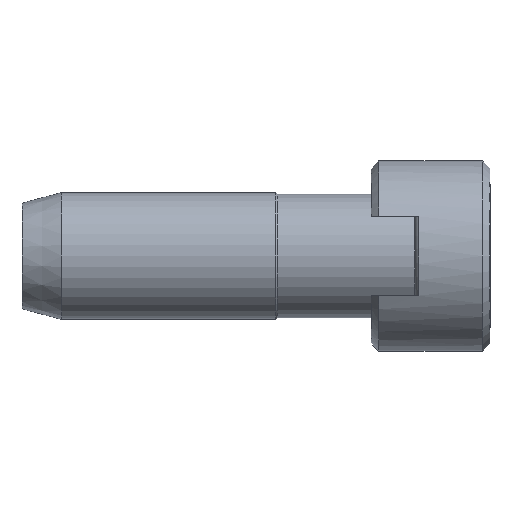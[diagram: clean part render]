
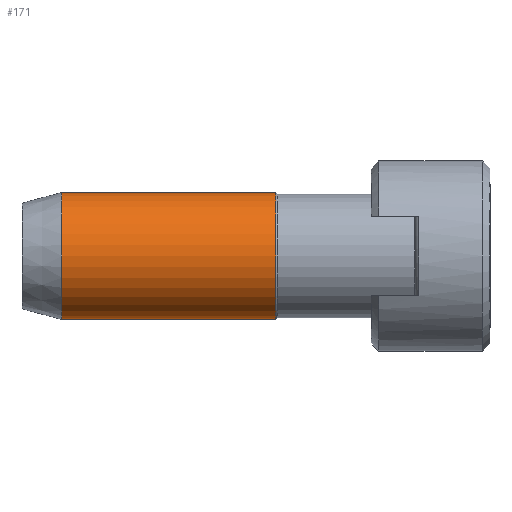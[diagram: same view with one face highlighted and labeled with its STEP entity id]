
A CAD part, front view. The second image highlights one B-rep face of the part: STEP entity #171.
In plain terms, the highlighted cylindrical face has radius 4 mm (diameter 8 mm), a full revolution.
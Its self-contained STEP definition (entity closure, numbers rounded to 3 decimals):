
#171 = ADVANCED_FACE( '', ( #313, #314 ), #315, .T. );
#313 = FACE_OUTER_BOUND( '', #451, .T. );
#314 = FACE_OUTER_BOUND( '', #452, .T. );
#315 = CYLINDRICAL_SURFACE( '', #453, 4. );
#451 = EDGE_LOOP( '', ( #637 ) );
#452 = EDGE_LOOP( '', ( #638 ) );
#453 = AXIS2_PLACEMENT_3D( '', #639, #640, #641 );
#637 = ORIENTED_EDGE( '', *, *, #838, .T. );
#638 = ORIENTED_EDGE( '', *, *, #810, .F. );
#639 = CARTESIAN_POINT( '', ( -60., 0., 0. ) );
#640 = DIRECTION( '', ( 1., 0., 0. ) );
#641 = DIRECTION( '', ( 0., 0., 1. ) );
#810 = EDGE_CURVE( '', #925, #925, #926, .T. );
#838 = EDGE_CURVE( '', #969, #969, #970, .T. );
#925 = VERTEX_POINT( '', #1077 );
#926 = CIRCLE( '', #1078, 4. );
#969 = VERTEX_POINT( '', #1129 );
#970 = CIRCLE( '', #1130, 4. );
#1077 = CARTESIAN_POINT( '', ( -27., 0., 4. ) );
#1078 = AXIS2_PLACEMENT_3D( '', #1237, #1238, #1239 );
#1129 = CARTESIAN_POINT( '', ( -13.5, 0., 4. ) );
#1130 = AXIS2_PLACEMENT_3D( '', #1281, #1282, #1283 );
#1237 = CARTESIAN_POINT( '', ( -27., 0., 0. ) );
#1238 = DIRECTION( '', ( -1., 0., 0. ) );
#1239 = DIRECTION( '', ( 0., 0., 1. ) );
#1281 = CARTESIAN_POINT( '', ( -13.5, 0., 0. ) );
#1282 = DIRECTION( '', ( -1., 0., 0. ) );
#1283 = DIRECTION( '', ( 0., 0., 1. ) );
